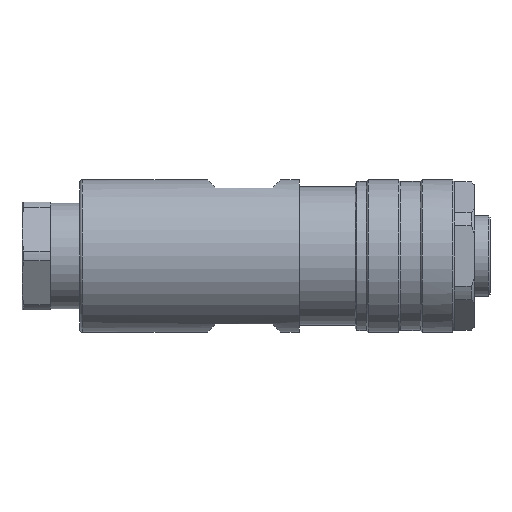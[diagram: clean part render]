
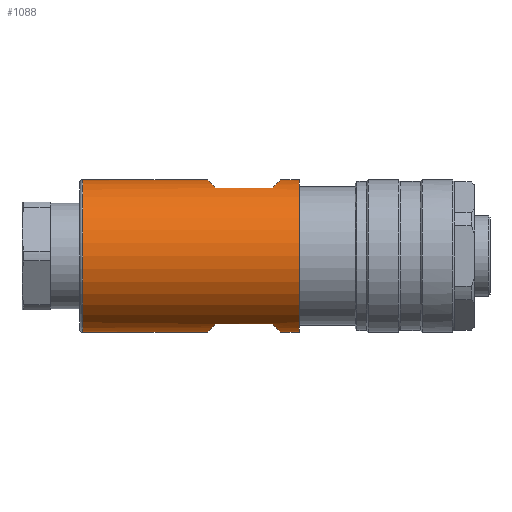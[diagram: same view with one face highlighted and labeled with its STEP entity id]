
A CAD part, left-side view. The second image highlights one B-rep face of the part: STEP entity #1088.
In plain terms, the highlighted cylindrical face has radius 13.5 mm (diameter 27 mm), a full revolution.
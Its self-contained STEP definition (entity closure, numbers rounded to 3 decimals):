
#561=LINE('',#6993,#738);
#562=LINE('',#6994,#739);
#564=LINE('',#7003,#741);
#566=LINE('',#7007,#743);
#738=VECTOR('',#5214,1.);
#739=VECTOR('',#5215,1.);
#741=VECTOR('',#5227,1.);
#743=VECTOR('',#5229,1.);
#1088=ADVANCED_FACE('',(#1300,#1301,#1302,#1303),#1144,.T.);
#1144=CYLINDRICAL_SURFACE('',#4153,13.5);
#1166=ELLIPSE('',#4140,19.092,13.5);
#1167=ELLIPSE('',#4143,19.092,13.5);
#1168=ELLIPSE('',#4145,19.092,13.5);
#1169=ELLIPSE('',#4148,19.092,13.5);
#1300=FACE_BOUND('',#1602,.T.);
#1301=FACE_BOUND('',#1603,.T.);
#1302=FACE_BOUND('',#1604,.T.);
#1303=FACE_BOUND('',#1605,.T.);
#1602=EDGE_LOOP('',(#2622));
#1603=EDGE_LOOP('',(#2623,#2624,#2625,#2626));
#1604=EDGE_LOOP('',(#2627));
#1605=EDGE_LOOP('',(#2628,#2629,#2630,#2631));
#2622=ORIENTED_EDGE('',*,*,#3498,.T.);
#2623=ORIENTED_EDGE('',*,*,#3497,.T.);
#2624=ORIENTED_EDGE('',*,*,#3494,.T.);
#2625=ORIENTED_EDGE('',*,*,#3493,.T.);
#2626=ORIENTED_EDGE('',*,*,#3496,.T.);
#2627=ORIENTED_EDGE('',*,*,#3499,.F.);
#2628=ORIENTED_EDGE('',*,*,#3491,.T.);
#2629=ORIENTED_EDGE('',*,*,#3490,.T.);
#2630=ORIENTED_EDGE('',*,*,#3487,.T.);
#2631=ORIENTED_EDGE('',*,*,#3489,.T.);
#2977=VERTEX_POINT('',#6986);
#2978=VERTEX_POINT('',#6987);
#2979=VERTEX_POINT('',#6991);
#2980=VERTEX_POINT('',#6992);
#2981=VERTEX_POINT('',#6999);
#2982=VERTEX_POINT('',#7000);
#2983=VERTEX_POINT('',#7004);
#2984=VERTEX_POINT('',#7006);
#2985=VERTEX_POINT('',#7012);
#2986=VERTEX_POINT('',#7015);
#3487=EDGE_CURVE('',#2977,#2978,#1166,.T.);
#3489=EDGE_CURVE('',#2978,#2980,#561,.T.);
#3490=EDGE_CURVE('',#2979,#2977,#562,.T.);
#3491=EDGE_CURVE('',#2980,#2979,#1167,.T.);
#3493=EDGE_CURVE('',#2982,#2981,#1168,.T.);
#3494=EDGE_CURVE('',#2983,#2982,#564,.T.);
#3496=EDGE_CURVE('',#2981,#2984,#566,.T.);
#3497=EDGE_CURVE('',#2984,#2983,#1169,.T.);
#3498=EDGE_CURVE('',#2985,#2985,#3696,.T.);
#3499=EDGE_CURVE('',#2986,#2986,#3697,.T.);
#3696=CIRCLE('',#4150,13.5);
#3697=CIRCLE('',#4152,13.5);
#4140=AXIS2_PLACEMENT_3D('',#6988,#5209,#5210);
#4143=AXIS2_PLACEMENT_3D('',#6996,#5218,#5219);
#4145=AXIS2_PLACEMENT_3D('',#7001,#5223,#5224);
#4148=AXIS2_PLACEMENT_3D('',#7009,#5232,#5233);
#4150=AXIS2_PLACEMENT_3D('',#7011,#5236,#5237);
#4152=AXIS2_PLACEMENT_3D('',#7014,#5240,#5241);
#4153=AXIS2_PLACEMENT_3D('',#7016,#5242,#5243);
#5209=DIRECTION('',(0.,-0.707,-0.707));
#5210=DIRECTION('',(0.,0.707,-0.707));
#5214=DIRECTION('',(0.,1.,0.));
#5215=DIRECTION('',(0.,-1.,0.));
#5218=DIRECTION('',(0.,0.707,-0.707));
#5219=DIRECTION('',(0.,0.707,0.707));
#5223=DIRECTION('',(0.,-0.707,0.707));
#5224=DIRECTION('',(0.,0.707,0.707));
#5227=DIRECTION('',(0.,-1.,0.));
#5229=DIRECTION('',(0.,1.,0.));
#5232=DIRECTION('',(0.,0.707,0.707));
#5233=DIRECTION('',(0.,0.707,-0.707));
#5236=DIRECTION('',(0.,-1.,0.));
#5237=DIRECTION('',(1.,0.,0.));
#5240=DIRECTION('',(0.,-1.,0.));
#5241=DIRECTION('',(1.,0.,0.));
#5242=DIRECTION('',(0.,1.,0.));
#5243=DIRECTION('',(1.,0.,0.));
#6986=CARTESIAN_POINT('',(6.185,-2.9,53.3));
#6987=CARTESIAN_POINT('',(-6.185,-2.9,53.3));
#6988=CARTESIAN_POINT('',(0.,9.1,41.3));
#6991=CARTESIAN_POINT('',(6.185,7.1,53.3));
#6992=CARTESIAN_POINT('',(-6.185,7.1,53.3));
#6993=CARTESIAN_POINT('',(-6.185,2.1,53.3));
#6994=CARTESIAN_POINT('',(6.185,2.1,53.3));
#6996=CARTESIAN_POINT('',(0.,-4.9,41.3));
#6999=CARTESIAN_POINT('',(6.185,-2.9,29.3));
#7000=CARTESIAN_POINT('',(-6.185,-2.9,29.3));
#7001=CARTESIAN_POINT('',(0.,9.1,41.3));
#7003=CARTESIAN_POINT('',(-6.185,2.1,29.3));
#7004=CARTESIAN_POINT('',(-6.185,7.1,29.3));
#7006=CARTESIAN_POINT('',(6.185,7.1,29.3));
#7007=CARTESIAN_POINT('',(6.185,2.1,29.3));
#7009=CARTESIAN_POINT('',(0.,-4.9,41.3));
#7011=CARTESIAN_POINT('',(0.,30.6,41.3));
#7012=CARTESIAN_POINT('',(13.5,30.6,41.3));
#7014=CARTESIAN_POINT('',(0.,-7.6,41.3));
#7015=CARTESIAN_POINT('',(13.5,-7.6,41.3));
#7016=CARTESIAN_POINT('',(0.,-18.9,41.3));
